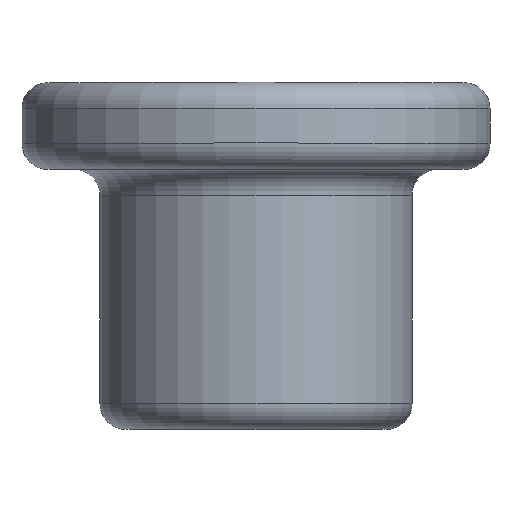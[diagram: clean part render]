
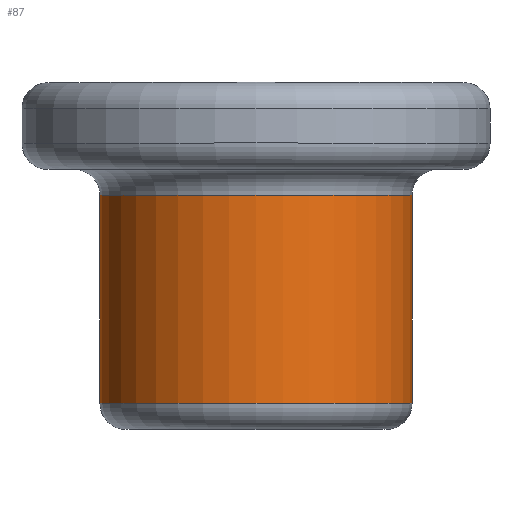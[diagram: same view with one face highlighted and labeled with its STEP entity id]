
A CAD part, top view. The second image highlights one B-rep face of the part: STEP entity #87.
In plain terms, the highlighted cylindrical face has radius 18 mm (diameter 36 mm), a full revolution.
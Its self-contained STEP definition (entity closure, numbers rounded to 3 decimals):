
#2 = FACE_OUTER_BOUND ( 'NONE', #48, .T. ) ;
#28 = EDGE_CURVE ( 'NONE', #240, #240, #197, .T. ) ;
#30 = AXIS2_PLACEMENT_3D ( 'NONE', #235, #115, #118 ) ;
#39 = CARTESIAN_POINT ( 'NONE',  ( 0., 3., -18. ) ) ;
#40 = EDGE_LOOP ( 'NONE', ( #149 ) ) ;
#48 = EDGE_LOOP ( 'NONE', ( #66 ) ) ;
#57 = VERTEX_POINT ( 'NONE', #39 ) ;
#66 = ORIENTED_EDGE ( 'NONE', *, *, #247, .T. ) ;
#79 = CARTESIAN_POINT ( 'NONE',  ( 0., 27., -18. ) ) ;
#87 = ADVANCED_FACE ( 'NONE', ( #2, #148 ), #249, .T. ) ;
#115 = DIRECTION ( 'NONE',  ( 0., 1., 0. ) ) ;
#118 = DIRECTION ( 'NONE',  ( 0., 0., 1. ) ) ;
#130 = DIRECTION ( 'NONE',  ( 0., 0., -1. ) ) ;
#142 = CARTESIAN_POINT ( 'NONE',  ( 0., 3., 0. ) ) ;
#145 = CARTESIAN_POINT ( 'NONE',  ( 0., 27., 0. ) ) ;
#147 = AXIS2_PLACEMENT_3D ( 'NONE', #142, #166, #161 ) ;
#148 = FACE_OUTER_BOUND ( 'NONE', #40, .T. ) ;
#149 = ORIENTED_EDGE ( 'NONE', *, *, #28, .T. ) ;
#151 = DIRECTION ( 'NONE',  ( 0., -1., 0. ) ) ;
#161 = DIRECTION ( 'NONE',  ( 0., 0., -1. ) ) ;
#166 = DIRECTION ( 'NONE',  ( 0., 1., 0. ) ) ;
#197 = CIRCLE ( 'NONE', #256, 18. ) ;
#235 = CARTESIAN_POINT ( 'NONE',  ( 0., 0., 0. ) ) ;
#238 = CIRCLE ( 'NONE', #147, 18. ) ;
#240 = VERTEX_POINT ( 'NONE', #79 ) ;
#247 = EDGE_CURVE ( 'NONE', #57, #57, #238, .T. ) ;
#249 = CYLINDRICAL_SURFACE ( 'NONE', #30, 18. ) ;
#256 = AXIS2_PLACEMENT_3D ( 'NONE', #145, #151, #130 ) ;
